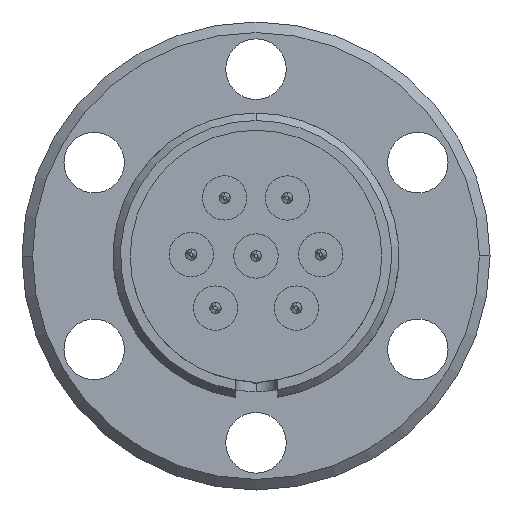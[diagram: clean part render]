
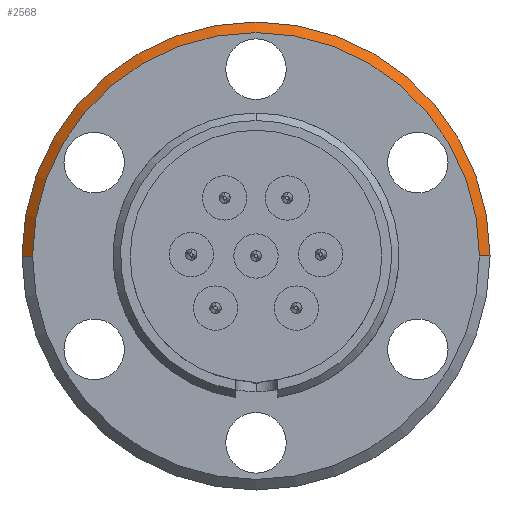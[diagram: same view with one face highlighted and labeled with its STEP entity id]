
A CAD part, front view. The second image highlights one B-rep face of the part: STEP entity #2568.
In plain terms, the highlighted conical face has half-angle 45 degrees and reference radius 16.891 mm.
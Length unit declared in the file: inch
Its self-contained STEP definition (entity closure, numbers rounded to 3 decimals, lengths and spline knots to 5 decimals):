
#223 = FACE_OUTER_BOUND ( 'NONE', #4542, .T. ) ;
#844 = AXIS2_PLACEMENT_3D ( 'NONE', #5271, #5269, #5267 ) ;
#873 = AXIS2_PLACEMENT_3D ( 'NONE', #7505, #7506, #7507 ) ;
#888 = AXIS2_PLACEMENT_3D ( 'NONE', #1993, #1994, #1995 ) ;
#1246 = EDGE_CURVE ( 'NONE', #3329, #3125, #6731, .T. ) ;
#1247 = EDGE_CURVE ( 'NONE', #3222, #3126, #6732, .T. ) ;
#1266 = EDGE_CURVE ( 'NONE', #3329, #3222, #2440, .T. ) ;
#1287 = EDGE_CURVE ( 'NONE', #3126, #3125, #2481, .T. ) ;
#1482 = CARTESIAN_POINT ( 'NONE',  ( -0.665, -0.255, 0. ) ) ;
#1483 = CARTESIAN_POINT ( 'NONE',  ( 0.665, -0.255, 0. ) ) ;
#1578 = CARTESIAN_POINT ( 'NONE',  ( 0.635, -0.285, 0. ) ) ;
#1671 = CARTESIAN_POINT ( 'NONE',  ( -0.635, -0.285, 0. ) ) ;
#1932 = CARTESIAN_POINT ( 'NONE',  ( -0.665, -0.255, 0. ) ) ;
#1933 = DIRECTION ( 'NONE',  ( -0.707, 0.707, 0. ) ) ;
#1938 = CARTESIAN_POINT ( 'NONE',  ( 0.665, -0.255, 0. ) ) ;
#1942 = DIRECTION ( 'NONE',  ( 0.707, 0.707, 0. ) ) ;
#1993 = CARTESIAN_POINT ( 'NONE',  ( 0., -0.285, 0. ) ) ;
#1994 = DIRECTION ( 'NONE',  ( 0., 1., 0. ) ) ;
#1995 = DIRECTION ( 'NONE',  ( -1., 0., 0. ) ) ;
#2440 = CIRCLE ( 'NONE', #888, 0.635 ) ;
#2481 = CIRCLE ( 'NONE', #873, 0.665 ) ;
#2568 = ADVANCED_FACE ( 'NONE', ( #223 ), #7314, .T. ) ;
#3125 = VERTEX_POINT ( 'NONE', #1482 ) ;
#3126 = VERTEX_POINT ( 'NONE', #1483 ) ;
#3222 = VERTEX_POINT ( 'NONE', #1578 ) ;
#3329 = VERTEX_POINT ( 'NONE', #1671 ) ;
#4542 = EDGE_LOOP ( 'NONE', ( #4895, #4876, #4882, #4897 ) ) ;
#4876 = ORIENTED_EDGE ( 'NONE', *, *, #1247, .T. ) ;
#4882 = ORIENTED_EDGE ( 'NONE', *, *, #1287, .T. ) ;
#4895 = ORIENTED_EDGE ( 'NONE', *, *, #1266, .T. ) ;
#4897 = ORIENTED_EDGE ( 'NONE', *, *, #1246, .F. ) ;
#5267 = DIRECTION ( 'NONE',  ( -1., 0., 0. ) ) ;
#5269 = DIRECTION ( 'NONE',  ( 0., 1., 0. ) ) ;
#5271 = CARTESIAN_POINT ( 'NONE',  ( 0., -0.255, 0. ) ) ;
#6632 = VECTOR ( 'NONE', #1942, 39.37008 ) ;
#6711 = VECTOR ( 'NONE', #1933, 39.37008 ) ;
#6731 = LINE ( 'NONE', #1932, #6711 ) ;
#6732 = LINE ( 'NONE', #1938, #6632 ) ;
#7314 = CONICAL_SURFACE ( 'NONE', #844, 0.665, 0.785 ) ;
#7505 = CARTESIAN_POINT ( 'NONE',  ( 0., -0.255, 0. ) ) ;
#7506 = DIRECTION ( 'NONE',  ( 0., -1., 0. ) ) ;
#7507 = DIRECTION ( 'NONE',  ( -1., 0., 0. ) ) ;
